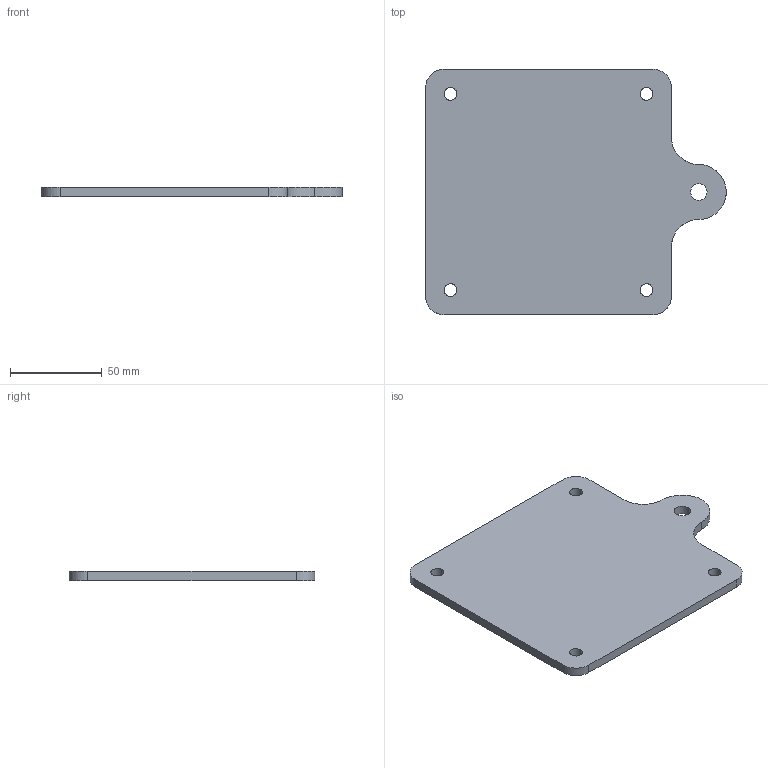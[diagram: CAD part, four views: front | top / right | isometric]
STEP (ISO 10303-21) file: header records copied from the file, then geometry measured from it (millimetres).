
FILE_DESCRIPTION(('CATIA V5 STEP Exchange'),'2;1');
FILE_NAME('GL00001874056_GLD0001874058_A00.stp','2023-04-12T07:08:00+00:00',('none'),('none'),'CATIA Version 5-6 Release 2016 SP5 HF64','CATIA V5 STEP AP203','none');
FILE_SCHEMA(('CONFIG_CONTROL_DESIGN'));
Length unit declared in the file: millimetre
Products named in the file (1): GLD0001874057
Bounding box: 164 x 134 x 5 mm (x, y, z)
Volume: 92763 mm3; surface area: 40451.8 mm2
Topology: 1 solids, 1 shells, 25 faces, 69 edges, 46 vertices
Faces by surface type: cylinder 18, plane 7
Entity records: 939 total; most frequent: CARTESIAN_POINT 288, ORIENTED_EDGE 138, DIRECTION 93, EDGE_CURVE 69, VERTEX_POINT 46, AXIS2_PLACEMENT_3D 41, EDGE_LOOP 35, VECTOR 33
